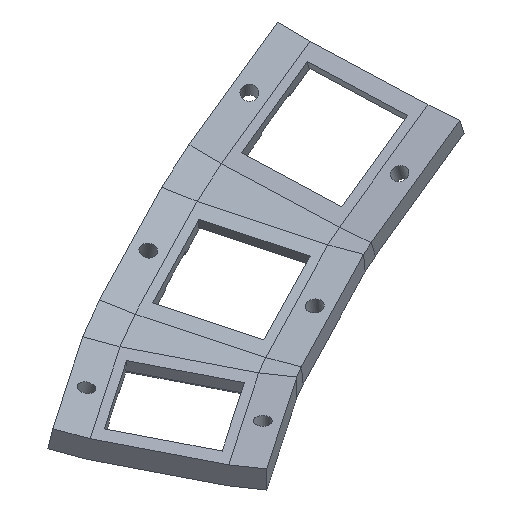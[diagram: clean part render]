
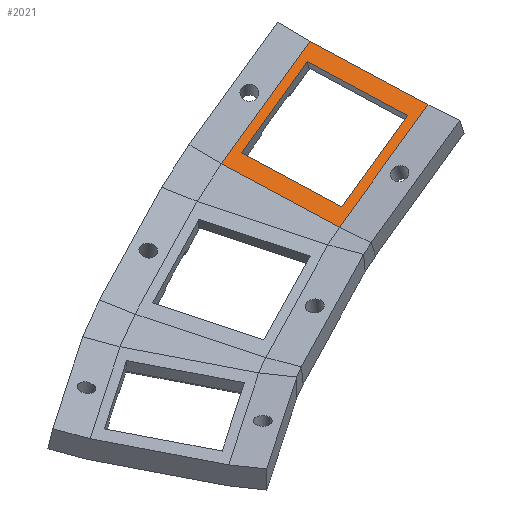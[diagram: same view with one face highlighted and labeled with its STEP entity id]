
A CAD part, isometric view. The second image highlights one B-rep face of the part: STEP entity #2021.
In plain terms, the highlighted planar face has unit normal (-0.373, -0.252, 0.893).
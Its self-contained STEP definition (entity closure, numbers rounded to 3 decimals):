
#36=FACE_BOUND('',#345,.T.);
#125=PLANE('',#2133);
#227=FACE_OUTER_BOUND('',#344,.T.);
#344=EDGE_LOOP('',(#1881,#1882,#1883,#1884));
#345=EDGE_LOOP('',(#1885,#1886,#1887,#1888));
#369=LINE('',#2731,#637);
#564=LINE('',#3288,#832);
#600=LINE('',#3363,#868);
#604=LINE('',#3371,#872);
#613=LINE('',#3387,#881);
#618=LINE('',#3400,#886);
#619=LINE('',#3401,#887);
#620=LINE('',#3402,#888);
#637=VECTOR('',#2157,10.);
#832=VECTOR('',#2492,10.);
#868=VECTOR('',#2552,10.);
#872=VECTOR('',#2560,10.);
#881=VECTOR('',#2575,10.);
#886=VECTOR('',#2592,10.);
#887=VECTOR('',#2593,10.);
#888=VECTOR('',#2594,10.);
#899=VERTEX_POINT('',#2709);
#901=VERTEX_POINT('',#2730);
#1032=VERTEX_POINT('',#3285);
#1033=VERTEX_POINT('',#3287);
#1059=VERTEX_POINT('',#3360);
#1060=VERTEX_POINT('',#3362);
#1062=VERTEX_POINT('',#3370);
#1066=VERTEX_POINT('',#3385);
#1085=EDGE_CURVE('',#899,#901,#369,.F.);
#1289=EDGE_CURVE('',#1033,#1032,#564,.F.);
#1326=EDGE_CURVE('',#1060,#1059,#600,.T.);
#1330=EDGE_CURVE('',#1062,#1060,#604,.T.);
#1339=EDGE_CURVE('',#1059,#1066,#613,.T.);
#1346=EDGE_CURVE('',#1032,#899,#618,.T.);
#1347=EDGE_CURVE('',#901,#1033,#619,.T.);
#1348=EDGE_CURVE('',#1066,#1062,#620,.T.);
#1881=ORIENTED_EDGE('',*,*,#1346,.T.);
#1882=ORIENTED_EDGE('',*,*,#1085,.T.);
#1883=ORIENTED_EDGE('',*,*,#1347,.T.);
#1884=ORIENTED_EDGE('',*,*,#1289,.T.);
#1885=ORIENTED_EDGE('',*,*,#1330,.T.);
#1886=ORIENTED_EDGE('',*,*,#1326,.T.);
#1887=ORIENTED_EDGE('',*,*,#1339,.T.);
#1888=ORIENTED_EDGE('',*,*,#1348,.T.);
#2021=ADVANCED_FACE('',(#227,#36),#125,.T.);
#2133=AXIS2_PLACEMENT_3D('',#3399,#2590,#2591);
#2157=DIRECTION('',(-0.219,0.959,0.179));
#2492=DIRECTION('',(0.219,-0.959,-0.179));
#2552=DIRECTION('',(-0.219,0.959,0.179));
#2560=DIRECTION('',(-0.902,-0.129,-0.413));
#2575=DIRECTION('',(0.902,0.129,0.413));
#2590=DIRECTION('center_axis',(-0.373,-0.251,0.893));
#2591=DIRECTION('ref_axis',(-0.219,0.959,0.179));
#2592=DIRECTION('',(-0.902,-0.129,-0.413));
#2593=DIRECTION('',(0.902,0.129,0.413));
#2594=DIRECTION('',(0.219,-0.959,-0.179));
#2709=CARTESIAN_POINT('',(99.,-14.835,15.428));
#2730=CARTESIAN_POINT('',(102.609,-30.65,12.481));
#2731=CARTESIAN_POINT('',(98.443,-12.395,15.883));
#3285=CARTESIAN_POINT('',(115.999,-12.406,23.204));
#3287=CARTESIAN_POINT('',(119.607,-28.22,20.257));
#3288=CARTESIAN_POINT('',(115.547,-10.422,23.573));
#3360=CARTESIAN_POINT('',(101.459,-15.715,16.206));
#3362=CARTESIAN_POINT('',(104.523,-29.145,13.704));
#3363=CARTESIAN_POINT('',(104.907,-30.825,13.391));
#3370=CARTESIAN_POINT('',(117.148,-27.34,19.479));
#3371=CARTESIAN_POINT('',(118.728,-27.114,20.202));
#3385=CARTESIAN_POINT('',(114.084,-13.911,21.981));
#3387=CARTESIAN_POINT('',(109.351,-14.587,19.817));
#3399=CARTESIAN_POINT('Origin',(121.075,-30.249,20.298));
#3400=CARTESIAN_POINT('',(107.986,-13.551,19.539));
#3401=CARTESIAN_POINT('',(111.594,-29.365,16.592));
#3402=CARTESIAN_POINT('',(116.,-22.306,20.417));
